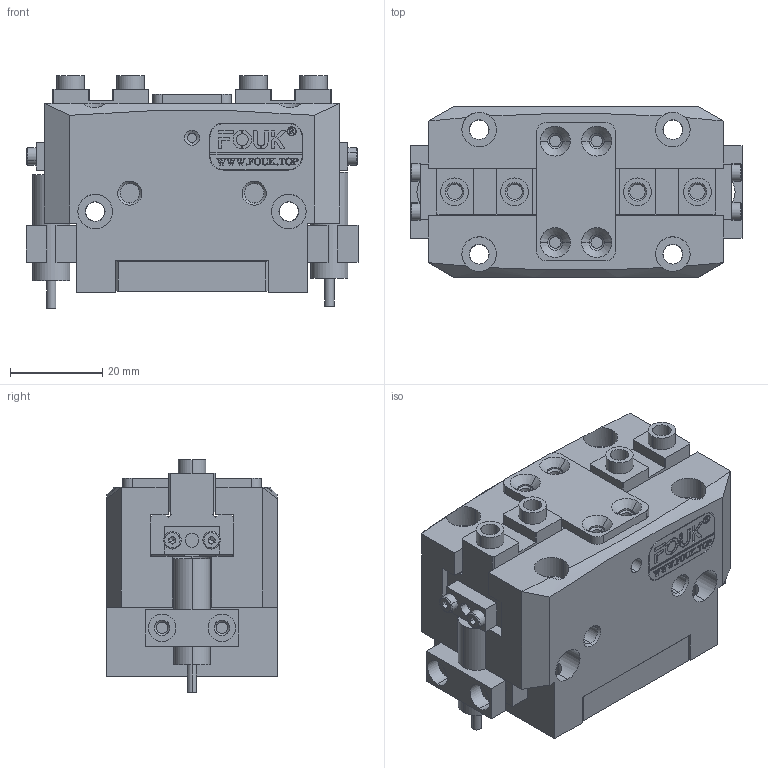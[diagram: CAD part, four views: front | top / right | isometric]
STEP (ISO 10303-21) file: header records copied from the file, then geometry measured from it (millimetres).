
FILE_DESCRIPTION (( 'STEP AP203' ), '1' );
FILE_NAME ('TR28-64.STEP', '2024-12-10T02:35:57', ( 'USER-' ), ( 'Microsoft' ), 'SwSTEP 2.0', 'SolidWorks 2018', '' );
FILE_SCHEMA (( 'CONFIG_CONTROL_DESIGN' ));
Length unit declared in the file: millimetre
Products named in the file (16): 揤輸蚾饜极; TR28-64杅耀.sldasm-Part-13-1; TR28-64杅耀.sldasm-Part-15; 20x10-R3; TR28-64杅耀.sldasm-Part-14; TR28-64杅耀.sldasm-Part-17; TR28-64杅耀.sldasm-Part-1; TR28-64杅耀.sldasm-Part-16; TR28-64杅耀.sldasm-Part-10; TR28-64; TR28-64杅耀.sldasm-Part-4; 埴翐芛_GB_FASTENER_SCREWS_HSHCS M2X8-N; TR28-64杅耀.sldasm-Part-18; TR28-64杅耀.sldasm-Part-6; TR28-64杅耀.sldasm-Part-11; 揤輸杅耀.sldasm-Part-9
Assembly tree (19 placements, depth 3):
  TR28-64
    TR28-64杅耀.sldasm-Part-1
    TR28-64杅耀.sldasm-Part-4
    TR28-64杅耀.sldasm-Part-6
    TR28-64杅耀.sldasm-Part-10  x2
    TR28-64杅耀.sldasm-Part-11
    TR28-64杅耀.sldasm-Part-13-1
    TR28-64杅耀.sldasm-Part-14
    TR28-64杅耀.sldasm-Part-15
    TR28-64杅耀.sldasm-Part-16
    TR28-64杅耀.sldasm-Part-17
    TR28-64杅耀.sldasm-Part-18  x2
    揤輸蚾饜极  x2
      揤輸杅耀.sldasm-Part-9
      埴翐芛_GB_FASTENER_SCREWS_HSHCS M2X8-N
    20x10-R3
Bounding box: 72 x 37 x 50.5 mm (x, y, z)
Volume: 86060.2 mm3; surface area: 35491 mm2
Topology: 20 solids, 22 shells, 1094 faces, 2840 edges, 1846 vertices
Faces by surface type: plane 543, cylinder 296, bspline 155, cone 92, torus 8
Entity records: 35667 total; most frequent: CARTESIAN_POINT 11886, ORIENTED_EDGE 4784, DIRECTION 4149, EDGE_CURVE 2392, VERTEX_POINT 1570, VECTOR 1463, LINE 1463, AXIS2_PLACEMENT_3D 1343
